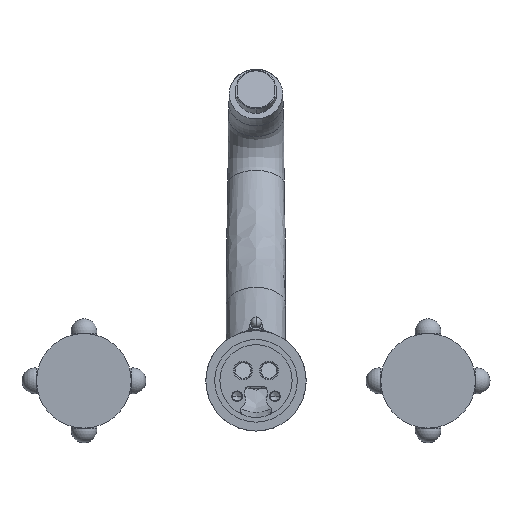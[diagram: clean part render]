
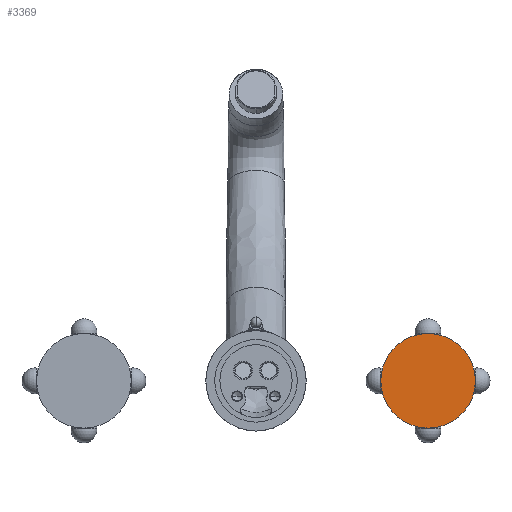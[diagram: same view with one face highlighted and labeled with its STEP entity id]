
A CAD part, front view. The second image highlights one B-rep face of the part: STEP entity #3369.
In plain terms, the highlighted planar face has unit normal (0, -1, 0).
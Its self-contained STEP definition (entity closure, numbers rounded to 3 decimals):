
#1369=CARTESIAN_POINT('',(100.,-22.,0.));
#1370=DIRECTION('',(0.,-1.,0.));
#1371=DIRECTION('',(1.,0.,0.));
#1372=AXIS2_PLACEMENT_3D('',#1369,#1370,#1371);
#1382=CARTESIAN_POINT('',(100.,-22.,0.));
#1383=DIRECTION('',(0.,1.,0.));
#1384=DIRECTION('',(1.,0.,0.));
#1385=AXIS2_PLACEMENT_3D('',#1382,#1383,#1384);
#1816=CARTESIAN_POINT('',(127.5,-22.,0.));
#1818=VERTEX_POINT('',#1816);
#1820=CARTESIAN_POINT('',(72.5,-22.,0.));
#1822=VERTEX_POINT('',#1820);
#3360=CARTESIAN_POINT('',(100.,-22.,0.));
#3361=DIRECTION('',(0.,-1.,0.));
#3362=DIRECTION('',(-1.,0.,0.));
#3363=AXIS2_PLACEMENT_3D('',#3360,#3361,#3362);
#3364=PLANE('',#3363);
#3365=ORIENTED_EDGE('',*,*,#3325,.F.);
#3366=ORIENTED_EDGE('',*,*,#3348,.T.);
#3367=EDGE_LOOP('',(#3365,#3366));
#3368=FACE_OUTER_BOUND('',#3367,.F.);
#3369=ADVANCED_FACE('',(#3368),#3364,.T.);
#1373=CIRCLE('',#1372,27.5);
#1386=CIRCLE('',#1385,27.5);
#3325=EDGE_CURVE('',#1818,#1822,#1373,.T.);
#3348=EDGE_CURVE('',#1818,#1822,#1386,.T.);
